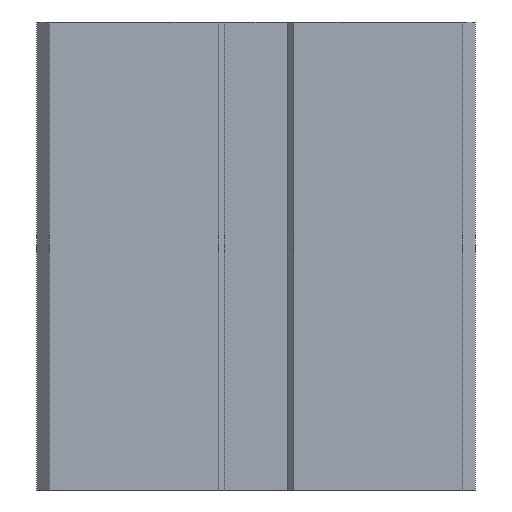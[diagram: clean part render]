
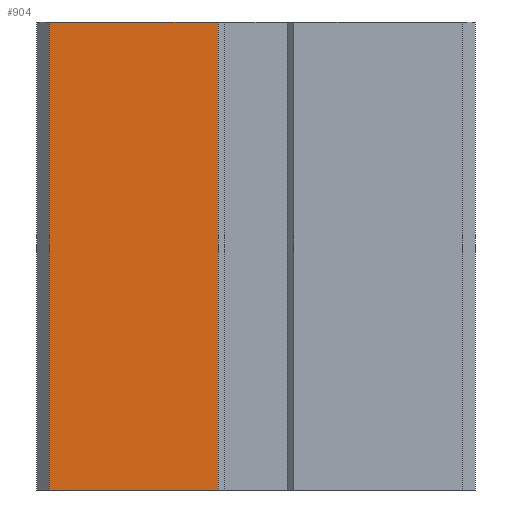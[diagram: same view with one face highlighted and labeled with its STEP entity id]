
A CAD part, front view. The second image highlights one B-rep face of the part: STEP entity #904.
In plain terms, the highlighted planar face has unit normal (0, -1, 0).
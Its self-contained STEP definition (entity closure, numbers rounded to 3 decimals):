
#91=FACE_OUTER_BOUND('',#135,.T.);
#135=EDGE_LOOP('',(#738,#739,#740,#741));
#157=LINE('',#1298,#247);
#169=LINE('',#1321,#259);
#179=LINE('',#1341,#269);
#228=LINE('',#1508,#318);
#247=VECTOR('',#1037,10.);
#259=VECTOR('',#1051,10.);
#269=VECTOR('',#1065,10.);
#318=VECTOR('',#1244,10.);
#335=VERTEX_POINT('',#1295);
#336=VERTEX_POINT('',#1297);
#345=VERTEX_POINT('',#1317);
#354=VERTEX_POINT('',#1340);
#421=EDGE_CURVE('',#336,#335,#157,.T.);
#433=EDGE_CURVE('',#336,#345,#169,.T.);
#443=EDGE_CURVE('',#354,#345,#179,.T.);
#528=EDGE_CURVE('',#354,#335,#228,.T.);
#738=ORIENTED_EDGE('',*,*,#433,.F.);
#739=ORIENTED_EDGE('',*,*,#421,.T.);
#740=ORIENTED_EDGE('',*,*,#528,.F.);
#741=ORIENTED_EDGE('',*,*,#443,.T.);
#818=PLANE('',#1007);
#904=ADVANCED_FACE('',(#91),#818,.T.);
#1007=AXIS2_PLACEMENT_3D('',#1510,#1246,#1247);
#1037=DIRECTION('',(1.,0.,0.));
#1051=DIRECTION('',(0.,0.,1.));
#1065=DIRECTION('',(-1.,0.,0.));
#1244=DIRECTION('',(0.,0.,-1.));
#1246=DIRECTION('center_axis',(0.,-1.,0.));
#1247=DIRECTION('ref_axis',(1.,0.,0.));
#1295=CARTESIAN_POINT('',(288.,0.,0.));
#1297=CARTESIAN_POINT('',(20.,0.,0.));
#1298=CARTESIAN_POINT('',(0.,0.,0.));
#1317=CARTESIAN_POINT('',(20.,0.,743.));
#1321=CARTESIAN_POINT('',(20.,0.,0.));
#1340=CARTESIAN_POINT('',(288.,0.,743.));
#1341=CARTESIAN_POINT('',(348.,0.,743.));
#1508=CARTESIAN_POINT('',(288.,0.,960.));
#1510=CARTESIAN_POINT('Origin',(0.,0.,
0.));
